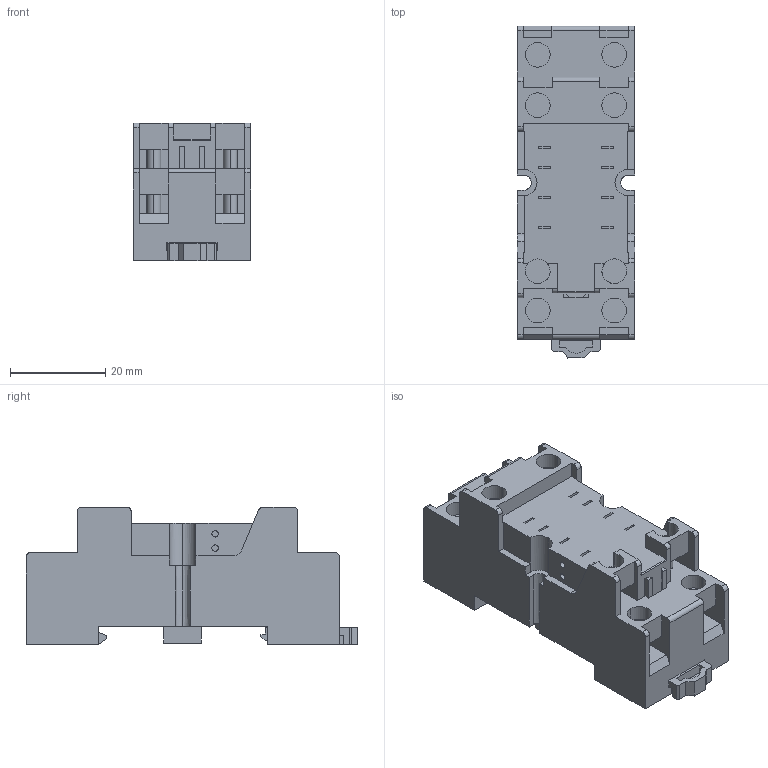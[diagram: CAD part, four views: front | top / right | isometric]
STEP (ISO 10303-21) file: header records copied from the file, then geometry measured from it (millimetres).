
FILE_DESCRIPTION(('CATIA V5R19 STEP'),'2;1');
FILE_NAME ('6733267_3_7760056106_S3D_FS_2CO.stp','2015-01-30T09:23:24+00:00',('none'),('Weidmueller'),'CATIA Version 5 Release 20 SP 5 (IN-10)','CATIA V5 STEP AP214','none');
FILE_SCHEMA(('AUTOMOTIVE_DESIGN { 1 0 10303 214 1 1 1 1 }'));
Length unit declared in the file: millimetre
Products named in the file (1): 7760056106
Bounding box: 24.7 x 69.81 x 28.95 mm (x, y, z)
Volume: 32667.7 mm3; surface area: 11679.7 mm2
Topology: 2 solids, 2 shells, 323 faces, 952 edges, 655 vertices
Faces by surface type: plane 242, cylinder 71, extrusion 10
Entity records: 12546 total; most frequent: CARTESIAN_POINT 2227, ORIENTED_EDGE 1904, DIRECTION 1242, EDGE_CURVE 952, VECTOR 723, LINE 713, VERTEX_POINT 655, EDGE_LOOP 363
